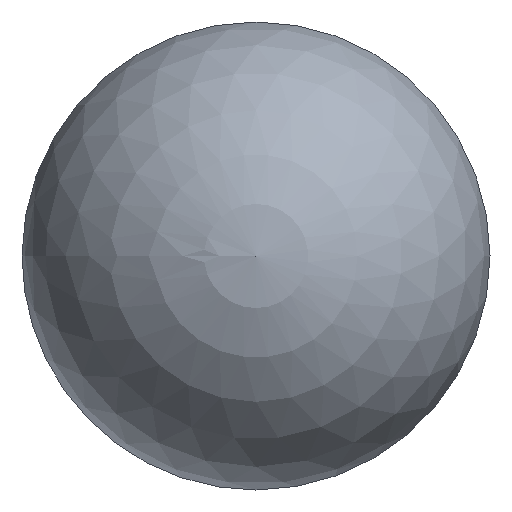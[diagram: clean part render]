
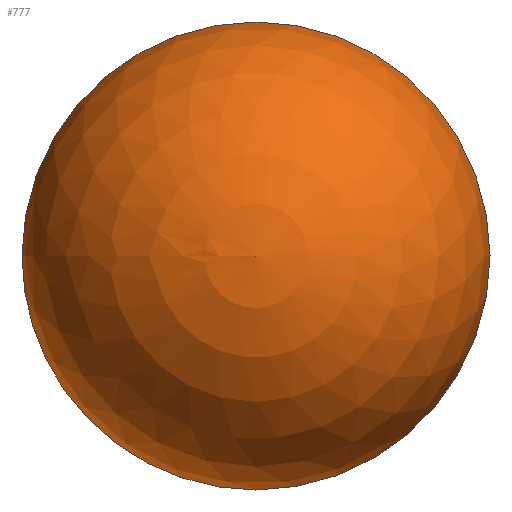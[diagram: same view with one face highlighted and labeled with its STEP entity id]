
A CAD part, front view. The second image highlights one B-rep face of the part: STEP entity #777.
In plain terms, the highlighted spherical face has radius 20 mm.
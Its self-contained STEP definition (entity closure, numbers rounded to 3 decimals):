
#10 = CARTESIAN_POINT ( 'NONE',  ( 0., -10., 0. ) ) ;
#18 = DIRECTION ( 'NONE',  ( 0., 1., 0. ) ) ;
#91 = FACE_OUTER_BOUND ( 'NONE', #182, .T. ) ;
#98 = ORIENTED_EDGE ( 'NONE', *, *, #435, .F. ) ;
#100 = DIRECTION ( 'NONE',  ( -1., 0., 0. ) ) ;
#141 = DIRECTION ( 'NONE',  ( -1., 0., 0. ) ) ;
#146 = CIRCLE ( 'NONE', #173, 20. ) ;
#173 = AXIS2_PLACEMENT_3D ( 'NONE', #837, #846, #141 ) ;
#182 = EDGE_LOOP ( 'NONE', ( #98, #677 ) ) ;
#242 = CARTESIAN_POINT ( 'NONE',  ( 0., -10., 0. ) ) ;
#304 = DIRECTION ( 'NONE',  ( 0., 0., -1. ) ) ;
#311 = CARTESIAN_POINT ( 'NONE',  ( 0., -10., -20. ) ) ;
#332 = CARTESIAN_POINT ( 'NONE',  ( 0., -10., 20. ) ) ;
#356 = VERTEX_POINT ( 'NONE', #332 ) ;
#378 = SPHERICAL_SURFACE ( 'NONE', #411, 20. ) ;
#411 = AXIS2_PLACEMENT_3D ( 'NONE', #10, #18, #100 ) ;
#435 = EDGE_CURVE ( 'NONE', #356, #817, #146, .T. ) ;
#590 = CIRCLE ( 'NONE', #762, 20. ) ;
#677 = ORIENTED_EDGE ( 'NONE', *, *, #753, .T. ) ;
#722 = DIRECTION ( 'NONE',  ( 0., -1., 0. ) ) ;
#753 = EDGE_CURVE ( 'NONE', #356, #817, #590, .T. ) ;
#762 = AXIS2_PLACEMENT_3D ( 'NONE', #242, #722, #304 ) ;
#777 = ADVANCED_FACE ( 'NONE', ( #91 ), #378, .T. ) ;
#817 = VERTEX_POINT ( 'NONE', #311 ) ;
#837 = CARTESIAN_POINT ( 'NONE',  ( 0., -10., 0. ) ) ;
#846 = DIRECTION ( 'NONE',  ( 0., 1., 0. ) ) ;
